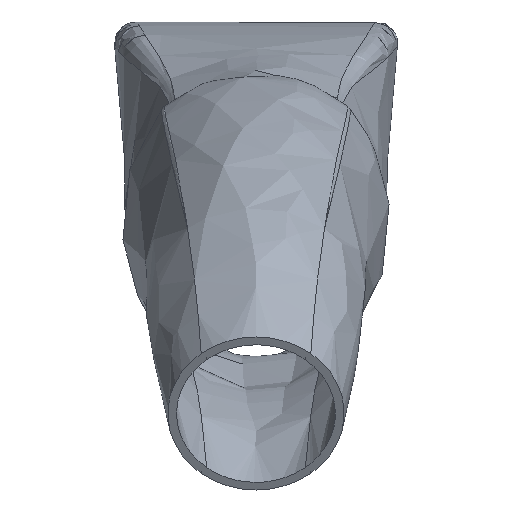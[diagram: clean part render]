
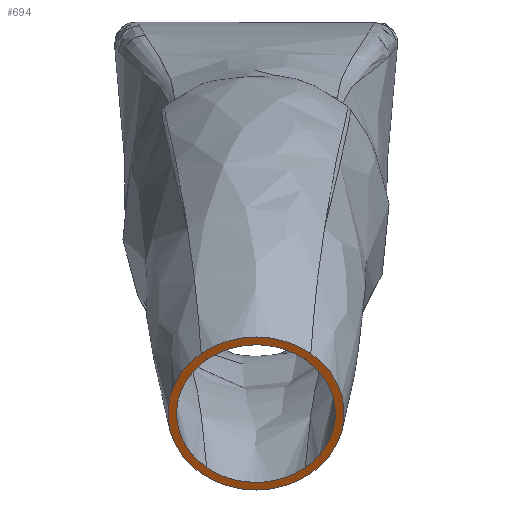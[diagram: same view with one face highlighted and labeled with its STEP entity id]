
A CAD part, top view. The second image highlights one B-rep face of the part: STEP entity #694.
In plain terms, the highlighted planar face has unit normal (0, -0.5, 0.866).
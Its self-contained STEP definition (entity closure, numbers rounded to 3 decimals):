
#104=CIRCLE('',#698,20.);
#105=CIRCLE('',#699,20.);
#106=CIRCLE('',#700,20.);
#107=CIRCLE('',#701,20.);
#110=FACE_BOUND('',#150,.T.);
#112=PLANE('',#702);
#130=FACE_OUTER_BOUND('',#149,.T.);
#149=EDGE_LOOP('',(#653,#654,#655,#656));
#150=EDGE_LOOP('',(#657,#658,#659,#660));
#167=B_SPLINE_CURVE_WITH_KNOTS('',3,(#2067,#2068,#2069,#2070,#2071,#2072,
#2073,#2074,#2075,#2076,#2077,#2078),.UNSPECIFIED.,.F.,.F.,(4,2,2,2,2,4),
(0.074,0.693,1.404,2.109,2.78,
3.321),.UNSPECIFIED.);
#177=B_SPLINE_CURVE_WITH_KNOTS('',3,(#2499,#2500,#2501,#2502,#2503,#2504,
#2505,#2506,#2507,#2508,#2509,#2510,#2511,#2512,#2513,#2514,#2515,#2516,
#2517,#2518,#2519,#2520),.UNSPECIFIED.,.F.,.F.,(4,3,3,3,3,3,3,4),(0.024,
0.703,0.711,1.406,1.408,1.937,
2.104,2.443),.UNSPECIFIED.);
#187=B_SPLINE_CURVE_WITH_KNOTS('',3,(#3551,#3552,#3553,#3554,#3555,#3556,
#3557,#3558,#3559,#3560,#3561,#3562),.UNSPECIFIED.,.F.,.F.,(4,2,2,2,2,4),
(0.024,0.697,1.41,2.11,
2.771,3.258),.UNSPECIFIED.);
#204=B_SPLINE_CURVE_WITH_KNOTS('',3,(#4396,#4397,#4398,#4399,#4400,#4401,
#4402,#4403,#4404,#4405),.UNSPECIFIED.,.F.,.F.,(4,2,2,2,4),(0.024,
0.703,1.406,1.937,2.444),
 .UNSPECIFIED.);
#268=VERTEX_POINT('',#2058);
#269=VERTEX_POINT('',#2066);
#277=VERTEX_POINT('',#2498);
#285=VERTEX_POINT('',#3550);
#321=VERTEX_POINT('',#5246);
#322=VERTEX_POINT('',#5251);
#328=VERTEX_POINT('',#5516);
#337=VERTEX_POINT('',#5912);
#359=EDGE_CURVE('',#269,#268,#167,.T.);
#369=EDGE_CURVE('',#277,#269,#177,.T.);
#379=EDGE_CURVE('',#285,#277,#187,.T.);
#396=EDGE_CURVE('',#268,#285,#204,.T.);
#421=EDGE_CURVE('',#322,#321,#104,.T.);
#430=EDGE_CURVE('',#321,#328,#105,.T.);
#441=EDGE_CURVE('',#328,#337,#106,.T.);
#448=EDGE_CURVE('',#337,#322,#107,.T.);
#653=ORIENTED_EDGE('',*,*,#421,.T.);
#654=ORIENTED_EDGE('',*,*,#430,.T.);
#655=ORIENTED_EDGE('',*,*,#441,.T.);
#656=ORIENTED_EDGE('',*,*,#448,.T.);
#657=ORIENTED_EDGE('',*,*,#359,.T.);
#658=ORIENTED_EDGE('',*,*,#396,.T.);
#659=ORIENTED_EDGE('',*,*,#379,.T.);
#660=ORIENTED_EDGE('',*,*,#369,.T.);
#694=ADVANCED_FACE('',(#130,#110),#112,.T.);
#698=AXIS2_PLACEMENT_3D('',#5252,#724,#725);
#699=AXIS2_PLACEMENT_3D('',#5521,#726,#727);
#700=AXIS2_PLACEMENT_3D('',#5917,#728,#729);
#701=AXIS2_PLACEMENT_3D('',#6433,#730,#731);
#702=AXIS2_PLACEMENT_3D('',#6434,#732,#733);
#724=DIRECTION('center_axis',(0.,-0.5,
0.866));
#725=DIRECTION('ref_axis',(-1.,0.,0.));
#726=DIRECTION('center_axis',(0.,-0.5,
0.866));
#727=DIRECTION('ref_axis',(-1.,0.,0.));
#728=DIRECTION('center_axis',(0.,-0.5,
0.866));
#729=DIRECTION('ref_axis',(-1.,0.,0.));
#730=DIRECTION('center_axis',(0.,-0.5,
0.866));
#731=DIRECTION('ref_axis',(-1.,0.,0.));
#732=DIRECTION('center_axis',(0.,-0.5,0.866));
#733=DIRECTION('ref_axis',(1.,0.,0.));
#2058=CARTESIAN_POINT('',(-11.181,-31.426,266.153));
#2066=CARTESIAN_POINT('',(-11.181,-55.808,252.07));
#2067=CARTESIAN_POINT('Ctrl Pts',(-11.181,-55.808,252.07));
#2068=CARTESIAN_POINT('Ctrl Pts',(-12.796,-54.701,252.709));
#2069=CARTESIAN_POINT('Ctrl Pts',(-14.178,-53.361,253.483));
#2070=CARTESIAN_POINT('Ctrl Pts',(-16.52,-50.103,255.365));
#2071=CARTESIAN_POINT('Ctrl Pts',(-17.361,-48.164,256.485));
#2072=CARTESIAN_POINT('Ctrl Pts',(-18.12,-44.131,258.814));
#2073=CARTESIAN_POINT('Ctrl Pts',(-18.039,-42.079,260.));
#2074=CARTESIAN_POINT('Ctrl Pts',(-16.999,-38.215,262.231));
#2075=CARTESIAN_POINT('Ctrl Pts',(-16.092,-36.429,263.263));
#2076=CARTESIAN_POINT('Ctrl Pts',(-13.816,-33.543,264.93));
#2077=CARTESIAN_POINT('Ctrl Pts',(-12.584,-32.396,265.593));
#2078=CARTESIAN_POINT('Ctrl Pts',(-11.181,-31.426,266.153));
#2498=CARTESIAN_POINT('',(11.181,-55.808,252.07));
#2499=CARTESIAN_POINT('Ctrl Pts',(11.181,-55.808,252.07));
#2500=CARTESIAN_POINT('Ctrl Pts',(9.409,-57.023,251.368));
#2501=CARTESIAN_POINT('Ctrl Pts',(7.387,-57.939,250.839));
#2502=CARTESIAN_POINT('Ctrl Pts',(5.222,-58.507,250.511));
#2503=CARTESIAN_POINT('Ctrl Pts',(5.195,-58.514,250.507));
#2504=CARTESIAN_POINT('Ctrl Pts',(5.167,-58.521,250.503));
#2505=CARTESIAN_POINT('Ctrl Pts',(5.14,-58.528,250.499));
#2506=CARTESIAN_POINT('Ctrl Pts',(2.92,-59.1,250.169));
#2507=CARTESIAN_POINT('Ctrl Pts',(0.591,-59.297,250.055));
#2508=CARTESIAN_POINT('Ctrl Pts',(-1.716,-59.106,250.165));
#2509=CARTESIAN_POINT('Ctrl Pts',(-1.722,-59.105,250.166));
#2510=CARTESIAN_POINT('Ctrl Pts',(-1.729,-59.105,250.166));
#2511=CARTESIAN_POINT('Ctrl Pts',(-1.735,-59.104,250.166));
#2512=CARTESIAN_POINT('Ctrl Pts',(-3.488,-58.957,250.251));
#2513=CARTESIAN_POINT('Ctrl Pts',(-5.207,-58.588,250.465));
#2514=CARTESIAN_POINT('Ctrl Pts',(-6.837,-58.01,250.799));
#2515=CARTESIAN_POINT('Ctrl Pts',(-7.354,-57.826,250.904));
#2516=CARTESIAN_POINT('Ctrl Pts',(-7.86,-57.623,251.022));
#2517=CARTESIAN_POINT('Ctrl Pts',(-8.354,-57.399,251.151));
#2518=CARTESIAN_POINT('Ctrl Pts',(-9.351,-56.947,251.412));
#2519=CARTESIAN_POINT('Ctrl Pts',(-10.297,-56.414,251.72));
#2520=CARTESIAN_POINT('Ctrl Pts',(-11.181,-55.808,252.07));
#3550=CARTESIAN_POINT('',(11.181,-31.426,266.153));
#3551=CARTESIAN_POINT('Ctrl Pts',(11.181,-31.426,266.153));
#3552=CARTESIAN_POINT('Ctrl Pts',(12.934,-32.637,265.453));
#3553=CARTESIAN_POINT('Ctrl Pts',(14.415,-34.124,264.595));
#3554=CARTESIAN_POINT('Ctrl Pts',(16.74,-37.596,262.589));
#3555=CARTESIAN_POINT('Ctrl Pts',(17.515,-39.57,261.449));
#3556=CARTESIAN_POINT('Ctrl Pts',(18.128,-43.628,259.105));
#3557=CARTESIAN_POINT('Ctrl Pts',(17.975,-45.672,257.925));
#3558=CARTESIAN_POINT('Ctrl Pts',(16.804,-49.483,255.723));
#3559=CARTESIAN_POINT('Ctrl Pts',(15.845,-51.227,254.716));
#3560=CARTESIAN_POINT('Ctrl Pts',(13.586,-53.915,253.163));
#3561=CARTESIAN_POINT('Ctrl Pts',(12.455,-54.935,252.574));
#3562=CARTESIAN_POINT('Ctrl Pts',(11.181,-55.808,252.07));
#4396=CARTESIAN_POINT('Ctrl Pts',(-11.181,-31.426,266.153));
#4397=CARTESIAN_POINT('Ctrl Pts',(-9.41,-30.209,266.856));
#4398=CARTESIAN_POINT('Ctrl Pts',(-7.389,-29.291,267.386));
#4399=CARTESIAN_POINT('Ctrl Pts',(-2.982,-28.133,268.055));
#4400=CARTESIAN_POINT('Ctrl Pts',(-0.63,-27.929,
268.173));
#4401=CARTESIAN_POINT('Ctrl Pts',(3.465,-28.266,267.978));
#4402=CARTESIAN_POINT('Ctrl Pts',(5.194,-28.636,267.764));
#4403=CARTESIAN_POINT('Ctrl Pts',(8.395,-29.774,267.107));
#4404=CARTESIAN_POINT('Ctrl Pts',(9.859,-30.517,266.678));
#4405=CARTESIAN_POINT('Ctrl Pts',(11.181,-31.426,266.153));
#5246=CARTESIAN_POINT('',(-12.42,-57.168,251.284));
#5251=CARTESIAN_POINT('',(-12.42,-30.019,266.965));
#5252=CARTESIAN_POINT('Origin',(0.,-43.594,
259.125));
#5516=CARTESIAN_POINT('',(12.42,-57.168,251.284));
#5521=CARTESIAN_POINT('Origin',(0.,-43.594,
259.125));
#5912=CARTESIAN_POINT('',(12.42,-30.019,266.965));
#5917=CARTESIAN_POINT('Origin',(0.,-43.594,
259.125));
#6433=CARTESIAN_POINT('Origin',(0.,-43.594,
259.125));
#6434=CARTESIAN_POINT('Origin',(0.,-43.594,259.125));
